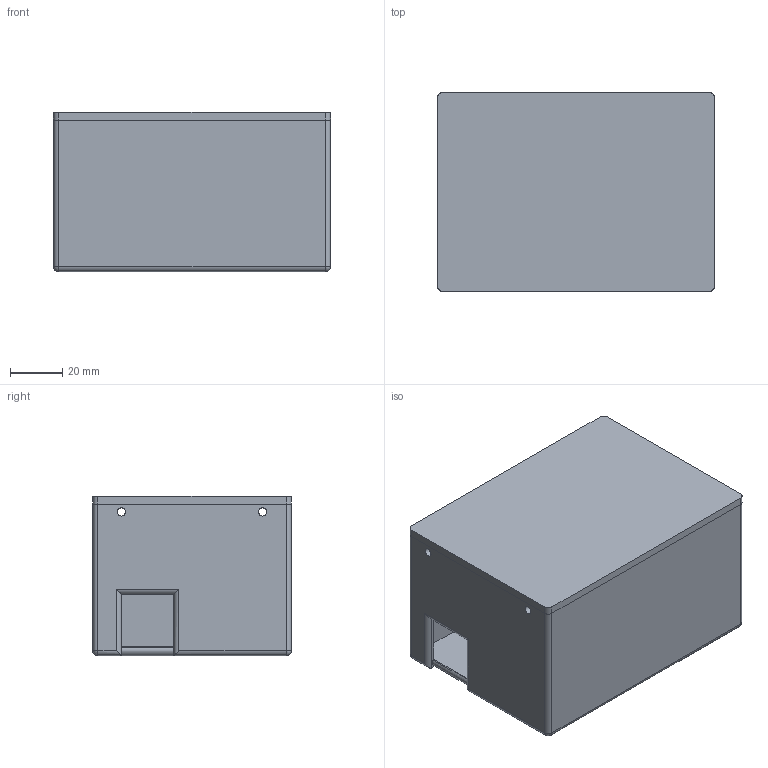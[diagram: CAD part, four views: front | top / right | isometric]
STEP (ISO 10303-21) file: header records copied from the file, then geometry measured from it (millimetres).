
FILE_DESCRIPTION(/* description */ (''),/* implementation_level */ '2;1');
FILE_NAME(/* name */ 'Box_Driver.stp',/* time_stamp */ '2024-09-30T19:30:45+02:00',/* author */ ('Pavel Povolni'),/* organization */ (''),/* preprocessor_version */ 'ST-DEVELOPER v19.2',/* originating_system */ 'Autodesk Inventor 2024',/* authorisation */ '');
FILE_SCHEMA (('AUTOMOTIVE_DESIGN { 1 0 10303 214 3 1 1 }'));
Length unit declared in the file: millimetre
Products named in the file (3): arduinobox; Box_Arduino_Unten; Box_Arduino_Oben_2
Assembly tree (2 placements, depth 2):
  arduinobox
    Box_Arduino_Unten
    Box_Arduino_Oben_2
Bounding box: 106 x 76 x 61 mm (x, y, z)
Volume: 103884.9 mm3; surface area: 72044.4 mm2
Topology: 2 solids, 2 shells, 93 faces, 234 edges, 150 vertices
Faces by surface type: cylinder 44, plane 44, sphere 4, torus 1
Full cylindrical faces by diameter (mm): 3.1 x8
Entity records: 2932 total; most frequent: DIRECTION 515, CARTESIAN_POINT 482, ORIENTED_EDGE 468, EDGE_CURVE 234, AXIS2_PLACEMENT_3D 183, VERTEX_POINT 150, LINE 149, VECTOR 149
